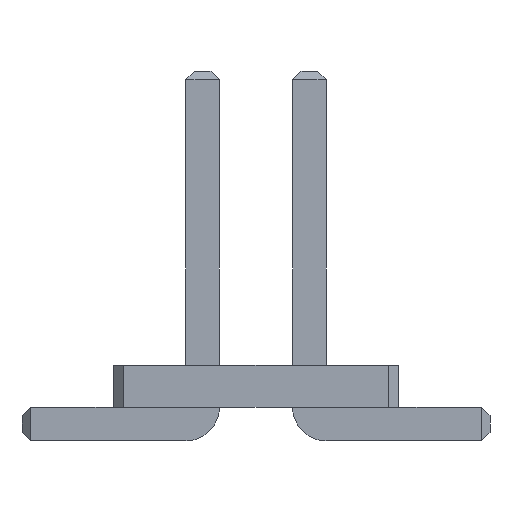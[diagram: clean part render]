
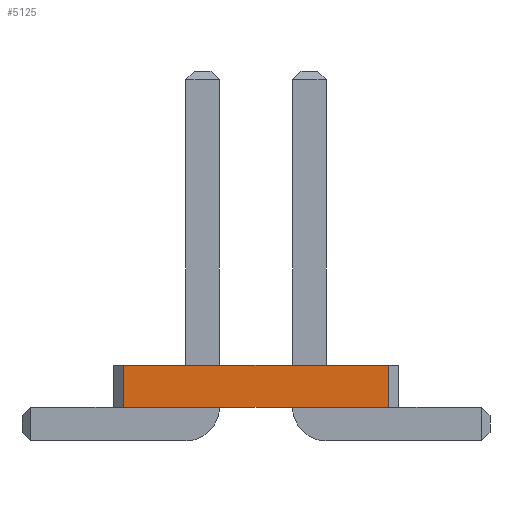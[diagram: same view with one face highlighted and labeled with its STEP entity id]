
A CAD part, front view. The second image highlights one B-rep face of the part: STEP entity #5125.
In plain terms, the highlighted planar face has unit normal (0, -1, 0).
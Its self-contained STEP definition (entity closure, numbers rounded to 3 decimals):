
#998 = VERTEX_POINT('',#999);
#999 = CARTESIAN_POINT('',(1.573,-7.62,0.4));
#1005 = EDGE_CURVE('',#1006,#998,#1008,.T.);
#1006 = VERTEX_POINT('',#1007);
#1007 = CARTESIAN_POINT('',(-1.573,-7.62,0.4));
#1008 = LINE('',#1009,#1010);
#1009 = CARTESIAN_POINT('',(-1.573,-7.62,0.4));
#1010 = VECTOR('',#1011,1.);
#1011 = DIRECTION('',(1.,0.,0.));
#2142 = VERTEX_POINT('',#2143);
#2143 = CARTESIAN_POINT('',(1.573,-7.62,0.9));
#2149 = EDGE_CURVE('',#2150,#2142,#2152,.T.);
#2150 = VERTEX_POINT('',#2151);
#2151 = CARTESIAN_POINT('',(-1.573,-7.62,0.9));
#2152 = LINE('',#2153,#2154);
#2153 = CARTESIAN_POINT('',(-1.573,-7.62,0.9));
#2154 = VECTOR('',#2155,1.);
#2155 = DIRECTION('',(1.,0.,0.));
#5114 = EDGE_CURVE('',#1006,#2150,#5115,.T.);
#5115 = LINE('',#5116,#5117);
#5116 = CARTESIAN_POINT('',(-1.573,-7.62,0.4));
#5117 = VECTOR('',#5118,1.);
#5118 = DIRECTION('',(0.,0.,1.));
#5125 = ADVANCED_FACE('',(#5126),#5137,.F.);
#5126 = FACE_BOUND('',#5127,.F.);
#5127 = EDGE_LOOP('',(#5128,#5129,#5130,#5136));
#5128 = ORIENTED_EDGE('',*,*,#5114,.T.);
#5129 = ORIENTED_EDGE('',*,*,#2149,.T.);
#5130 = ORIENTED_EDGE('',*,*,#5131,.F.);
#5131 = EDGE_CURVE('',#998,#2142,#5132,.T.);
#5132 = LINE('',#5133,#5134);
#5133 = CARTESIAN_POINT('',(1.573,-7.62,0.4));
#5134 = VECTOR('',#5135,1.);
#5135 = DIRECTION('',(0.,0.,1.));
#5136 = ORIENTED_EDGE('',*,*,#1005,.F.);
#5137 = PLANE('',#5138);
#5138 = AXIS2_PLACEMENT_3D('',#5139,#5140,#5141);
#5139 = CARTESIAN_POINT('',(-1.573,-7.62,0.4));
#5140 = DIRECTION('',(0.,1.,0.));
#5141 = DIRECTION('',(1.,0.,0.));
